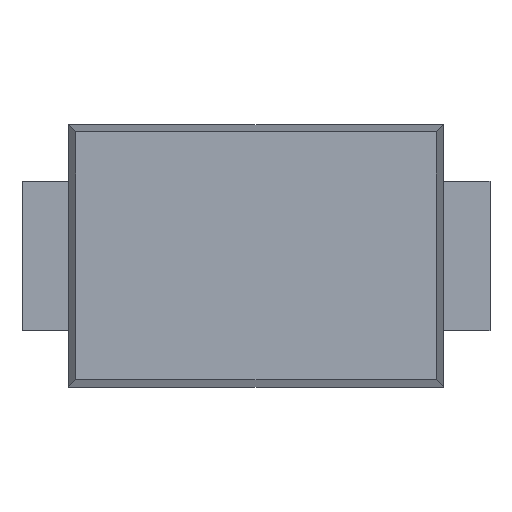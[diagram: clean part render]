
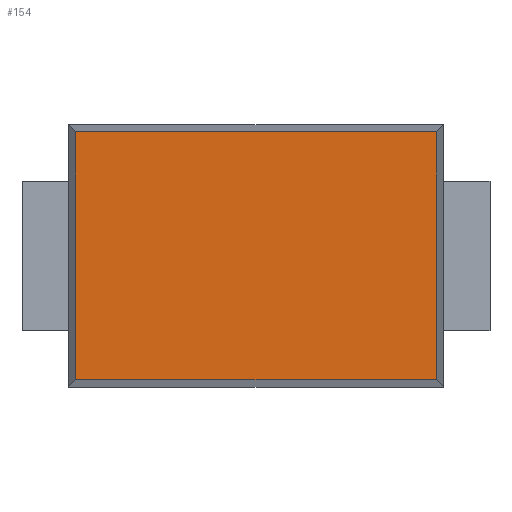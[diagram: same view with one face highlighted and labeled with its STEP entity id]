
A CAD part, top view. The second image highlights one B-rep face of the part: STEP entity #154.
In plain terms, the highlighted planar face has unit normal (0, 0, 1).
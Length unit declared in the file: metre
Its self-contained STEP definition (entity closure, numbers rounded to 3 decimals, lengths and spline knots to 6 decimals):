
#154=ADVANCED_FACE('0:57',(#288),#289,.F.);
#288=FACE_OUTER_BOUND('',#425,.T.);
#289=PLANE('',#426);
#425=EDGE_LOOP('',(#597,#598,#599,#600));
#426=AXIS2_PLACEMENT_3D('',#601,#602,#603);
#597=ORIENTED_EDGE('',*,*,#918,.T.);
#598=ORIENTED_EDGE('',*,*,#919,.T.);
#599=ORIENTED_EDGE('',*,*,#920,.T.);
#600=ORIENTED_EDGE('',*,*,#921,.T.);
#601=CARTESIAN_POINT('',(0.,0.,0.0006));
#602=DIRECTION('',(-0.0,0.0,-1.0));
#603=DIRECTION('',(-1.0,0.,0.0));
#918=EDGE_CURVE('0:198',#1079,#1080,#1081,.T.);
#919=EDGE_CURVE('0:201',#1080,#1082,#1083,.T.);
#920=EDGE_CURVE('0:204',#1082,#1084,#1085,.T.);
#921=EDGE_CURVE('0:207',#1084,#1079,#1086,.T.);
#1079=VERTEX_POINT('NONE',#1306);
#1080=VERTEX_POINT('NONE',#1307);
#1081=LINE('',#1308,#1309);
#1082=VERTEX_POINT('NONE',#1310);
#1083=LINE('',#1311,#1312);
#1084=VERTEX_POINT('NONE',#1313);
#1085=LINE('',#1314,#1315);
#1086=LINE('',#1316,#1317);
#1306=CARTESIAN_POINT('',(0.000962,0.000662,0.0006));
#1307=CARTESIAN_POINT('',(-0.000962,0.000662,0.0006));
#1308=CARTESIAN_POINT('',(0.,0.000662,0.0006));
#1309=VECTOR('',#1535,1.0);
#1310=CARTESIAN_POINT('',(-0.000962,-0.000662,0.0006));
#1311=CARTESIAN_POINT('',(-0.000962,0.,0.0006));
#1312=VECTOR('',#1536,1.0);
#1313=CARTESIAN_POINT('',(0.000962,-0.000662,0.0006));
#1314=CARTESIAN_POINT('',(0.,-0.000662,0.0006));
#1315=VECTOR('',#1537,1.0);
#1316=CARTESIAN_POINT('',(0.000962,0.,0.0006));
#1317=VECTOR('',#1538,1.0);
#1535=DIRECTION('',(-1.0,0.,0.0));
#1536=DIRECTION('',(0.,-1.0,0.0));
#1537=DIRECTION('',(1.0,0.,0.0));
#1538=DIRECTION('',(0.,1.0,0.0));
